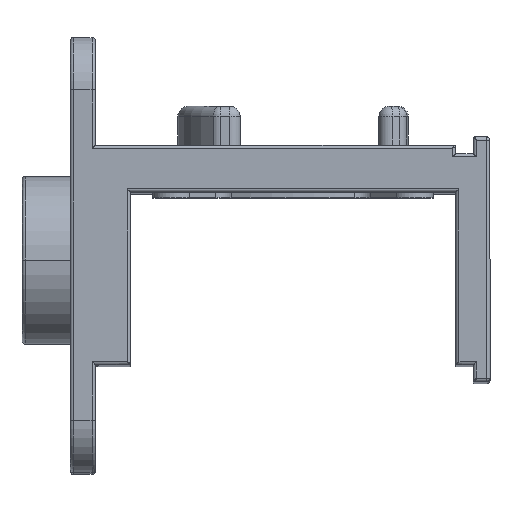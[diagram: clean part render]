
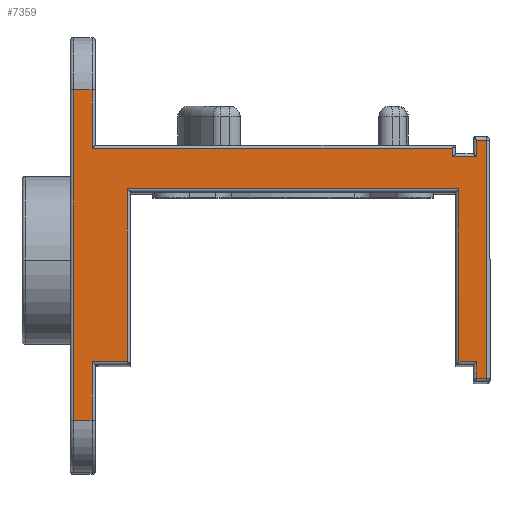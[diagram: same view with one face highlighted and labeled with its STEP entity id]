
A CAD part, top view. The second image highlights one B-rep face of the part: STEP entity #7359.
In plain terms, the highlighted planar face has unit normal (0, 0, 1).
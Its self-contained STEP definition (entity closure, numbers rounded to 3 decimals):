
#5288 = CARTESIAN_POINT ( 'NONE',  ( -0.203, -3.353, 32.182 ) ) ;
#5362 = DIRECTION ( 'NONE',  ( 1., 0., 0. ) ) ;
#5363 = VECTOR ( 'NONE', #5362, 1000. ) ;
#5364 = CARTESIAN_POINT ( 'NONE',  ( -1.524, 16.662, 32.182 ) ) ;
#5365 = LINE ( 'NONE', #5364, #5363 ) ;
#5366 = DIRECTION ( 'NONE',  ( 0., -1., 0. ) ) ;
#5367 = VECTOR ( 'NONE', #5366, 1000. ) ;
#5368 = CARTESIAN_POINT ( 'NONE',  ( -1.321, -3.353, 32.182 ) ) ;
#5369 = LINE ( 'NONE', #5368, #5367 ) ;
#5370 = CARTESIAN_POINT ( 'NONE',  ( -0.203, 16.662, 32.182 ) ) ;
#5371 = CARTESIAN_POINT ( 'NONE',  ( -1.321, 16.662, 32.182 ) ) ;
#5372 = DIRECTION ( 'NONE',  ( 1., 0., 0. ) ) ;
#5373 = VECTOR ( 'NONE', #5372, 1000. ) ;
#5374 = CARTESIAN_POINT ( 'NONE',  ( -1.524, -3.353, 32.182 ) ) ;
#5375 = LINE ( 'NONE', #5374, #5373 ) ;
#5376 = CARTESIAN_POINT ( 'NONE',  ( -1.321, -3.353, 32.182 ) ) ;
#5394 = VECTOR ( 'NONE', #5458, 1000. ) ;
#5395 = CARTESIAN_POINT ( 'NONE',  ( 1.93, 0., 32.182 ) ) ;
#5396 = LINE ( 'NONE', #5395, #5394 ) ;
#5397 = DIRECTION ( 'NONE',  ( 1., 0., 0. ) ) ;
#5398 = VECTOR ( 'NONE', #5397, 1000. ) ;
#5399 = CARTESIAN_POINT ( 'NONE',  ( 0., 0.203, 32.182 ) ) ;
#5400 = LINE ( 'NONE', #5399, #5398 ) ;
#5401 = CARTESIAN_POINT ( 'NONE',  ( 1.93, 0.203, 32.182 ) ) ;
#5402 = CARTESIAN_POINT ( 'NONE',  ( -0.203, 13.106, 32.182 ) ) ;
#5403 = DIRECTION ( 'NONE',  ( 0., -1., 0. ) ) ;
#5404 = VECTOR ( 'NONE', #5403, 1000. ) ;
#5405 = CARTESIAN_POINT ( 'NONE',  ( 22.022, 0., 32.182 ) ) ;
#5406 = LINE ( 'NONE', #5405, #5404 ) ;
#5407 = CARTESIAN_POINT ( 'NONE',  ( 22.022, 10.668, 32.182 ) ) ;
#5408 = DIRECTION ( 'NONE',  ( 1., 0., 0. ) ) ;
#5409 = VECTOR ( 'NONE', #5408, 1000. ) ;
#5410 = CARTESIAN_POINT ( 'NONE',  ( 0., 10.668, 32.182 ) ) ;
#5411 = LINE ( 'NONE', #5410, #5409 ) ;
#5412 = CARTESIAN_POINT ( 'NONE',  ( 1.93, 10.668, 32.182 ) ) ;
#5418 = DIRECTION ( 'NONE',  ( -1., 0., 0. ) ) ;
#5419 = DIRECTION ( 'NONE',  ( 0., 0., -1. ) ) ;
#5420 = CARTESIAN_POINT ( 'NONE',  ( 0., 0., 32.182 ) ) ;
#5421 = AXIS2_PLACEMENT_3D ( 'NONE', #5420, #5419, #5418 ) ;
#5422 = CARTESIAN_POINT ( 'NONE',  ( 22.022, 0.203, 32.182 ) ) ;
#5423 = PLANE ( 'NONE',  #5421 ) ;
#5424 = FACE_OUTER_BOUND ( 'NONE', #7353, .T. ) ;
#5425 = CARTESIAN_POINT ( 'NONE',  ( 23.089, 0.203, 32.182 ) ) ;
#5426 = CARTESIAN_POINT ( 'NONE',  ( 23.698, 13.614, 32.182 ) ) ;
#5427 = CARTESIAN_POINT ( 'NONE',  ( -0.203, 0.203, 32.182 ) ) ;
#5428 = LINE ( 'NONE', #5492, #5491 ) ;
#5429 = DIRECTION ( 'NONE',  ( 0., 1., 0. ) ) ;
#5430 = VECTOR ( 'NONE', #5429, 1000. ) ;
#5431 = CARTESIAN_POINT ( 'NONE',  ( -0.203, 0., 32.182 ) ) ;
#5432 = LINE ( 'NONE', #5431, #5430 ) ;
#5433 = DIRECTION ( 'NONE',  ( 0., -1., 0. ) ) ;
#5434 = VECTOR ( 'NONE', #5433, 1000. ) ;
#5435 = CARTESIAN_POINT ( 'NONE',  ( 23.089, 0., 32.182 ) ) ;
#5436 = LINE ( 'NONE', #5435, #5434 ) ;
#5437 = DIRECTION ( 'NONE',  ( 1., 0., 0. ) ) ;
#5438 = VECTOR ( 'NONE', #5437, 1000. ) ;
#5439 = CARTESIAN_POINT ( 'NONE',  ( 0., -0.813, 32.182 ) ) ;
#5440 = LINE ( 'NONE', #5439, #5438 ) ;
#5441 = CARTESIAN_POINT ( 'NONE',  ( 23.089, -0.813, 32.182 ) ) ;
#5442 = CARTESIAN_POINT ( 'NONE',  ( 21.615, 13.106, 32.182 ) ) ;
#5443 = CARTESIAN_POINT ( 'NONE',  ( 21.615, 12.598, 32.182 ) ) ;
#5444 = DIRECTION ( 'NONE',  ( 0., 1., 0. ) ) ;
#5445 = VECTOR ( 'NONE', #5444, 1000. ) ;
#5446 = CARTESIAN_POINT ( 'NONE',  ( 23.698, 0., 32.182 ) ) ;
#5447 = LINE ( 'NONE', #5446, #5445 ) ;
#5448 = CARTESIAN_POINT ( 'NONE',  ( 23.698, -0.813, 32.182 ) ) ;
#5449 = DIRECTION ( 'NONE',  ( 0., 1., 0. ) ) ;
#5450 = VECTOR ( 'NONE', #5449, 1000. ) ;
#5451 = CARTESIAN_POINT ( 'NONE',  ( -0.203, 0., 32.182 ) ) ;
#5452 = LINE ( 'NONE', #5451, #5450 ) ;
#5453 = DIRECTION ( 'NONE',  ( -1., 0., 0. ) ) ;
#5454 = VECTOR ( 'NONE', #5453, 1000. ) ;
#5455 = CARTESIAN_POINT ( 'NONE',  ( 0., 13.614, 32.182 ) ) ;
#5456 = LINE ( 'NONE', #5455, #5454 ) ;
#5457 = CARTESIAN_POINT ( 'NONE',  ( 23.089, 13.614, 32.182 ) ) ;
#5458 = DIRECTION ( 'NONE',  ( 0., 1., 0. ) ) ;
#5467 = DIRECTION ( 'NONE',  ( -1., 0., 0. ) ) ;
#5468 = VECTOR ( 'NONE', #5467, 1000. ) ;
#5469 = CARTESIAN_POINT ( 'NONE',  ( 0., 12.598, 32.182 ) ) ;
#5470 = LINE ( 'NONE', #5469, #5468 ) ;
#5471 = DIRECTION ( 'NONE',  ( 0., -1., 0. ) ) ;
#5472 = VECTOR ( 'NONE', #5471, 1000. ) ;
#5473 = CARTESIAN_POINT ( 'NONE',  ( 23.089, 0., 32.182 ) ) ;
#5474 = LINE ( 'NONE', #5473, #5472 ) ;
#5479 = CARTESIAN_POINT ( 'NONE',  ( 23.089, 12.598, 32.182 ) ) ;
#5480 = DIRECTION ( 'NONE',  ( 0., 1., 0. ) ) ;
#5481 = VECTOR ( 'NONE', #5480, 1000. ) ;
#5482 = CARTESIAN_POINT ( 'NONE',  ( 21.615, 0., 32.182 ) ) ;
#5483 = LINE ( 'NONE', #5482, #5481 ) ;
#5486 = DIRECTION ( 'NONE',  ( -1., 0., 0. ) ) ;
#5487 = VECTOR ( 'NONE', #5486, 1000. ) ;
#5488 = CARTESIAN_POINT ( 'NONE',  ( 0., 13.106, 32.182 ) ) ;
#5489 = LINE ( 'NONE', #5488, #5487 ) ;
#5490 = DIRECTION ( 'NONE',  ( 1., 0., 0. ) ) ;
#5491 = VECTOR ( 'NONE', #5490, 1000. ) ;
#5492 = CARTESIAN_POINT ( 'NONE',  ( 0., 0.203, 32.182 ) ) ;
#7292 = VERTEX_POINT ( 'NONE', #5288 ) ;
#7293 = ORIENTED_EDGE ( 'NONE', *, *, #7379, .T. ) ;
#7346 = VERTEX_POINT ( 'NONE', #5376 ) ;
#7347 = EDGE_CURVE ( 'NONE', #7346, #7292, #5375, .T. ) ;
#7348 = ORIENTED_EDGE ( 'NONE', *, *, #7347, .T. ) ;
#7349 = VERTEX_POINT ( 'NONE', #5371 ) ;
#7350 = VERTEX_POINT ( 'NONE', #5370 ) ;
#7351 = ORIENTED_EDGE ( 'NONE', *, *, #7352, .T. ) ;
#7352 = EDGE_CURVE ( 'NONE', #7349, #7346, #5369, .T. ) ;
#7353 = EDGE_LOOP ( 'NONE', ( #7354, #7351, #7348, #7293, #7371, #7375, #7365, #7368, #7392, #7389, #7388, #7380, #7377, #7404, #7402, #7399, #7381, #7391 ) ) ;
#7354 = ORIENTED_EDGE ( 'NONE', *, *, #7355, .F. ) ;
#7355 = EDGE_CURVE ( 'NONE', #7349, #7350, #5365, .T. ) ;
#7356 = VERTEX_POINT ( 'NONE', #5427 ) ;
#7357 = VERTEX_POINT ( 'NONE', #5426 ) ;
#7358 = VERTEX_POINT ( 'NONE', #5425 ) ;
#7359 = ADVANCED_FACE ( 'NONE', ( #5424 ), #5423, .F. ) ;
#7360 = VERTEX_POINT ( 'NONE', #5422 ) ;
#7364 = VERTEX_POINT ( 'NONE', #5412 ) ;
#7365 = ORIENTED_EDGE ( 'NONE', *, *, #7366, .T. ) ;
#7366 = EDGE_CURVE ( 'NONE', #7364, #7367, #5411, .T. ) ;
#7367 = VERTEX_POINT ( 'NONE', #5407 ) ;
#7368 = ORIENTED_EDGE ( 'NONE', *, *, #7369, .T. ) ;
#7369 = EDGE_CURVE ( 'NONE', #7367, #7360, #5406, .T. ) ;
#7370 = VERTEX_POINT ( 'NONE', #5402 ) ;
#7371 = ORIENTED_EDGE ( 'NONE', *, *, #7373, .T. ) ;
#7372 = VERTEX_POINT ( 'NONE', #5401 ) ;
#7373 = EDGE_CURVE ( 'NONE', #7356, #7372, #5400, .T. ) ;
#7374 = EDGE_CURVE ( 'NONE', #7372, #7364, #5396, .T. ) ;
#7375 = ORIENTED_EDGE ( 'NONE', *, *, #7374, .T. ) ;
#7376 = VERTEX_POINT ( 'NONE', #5457 ) ;
#7377 = ORIENTED_EDGE ( 'NONE', *, *, #7378, .T. ) ;
#7378 = EDGE_CURVE ( 'NONE', #7357, #7376, #5456, .T. ) ;
#7379 = EDGE_CURVE ( 'NONE', #7292, #7356, #5452, .T. ) ;
#7380 = ORIENTED_EDGE ( 'NONE', *, *, #7383, .T. ) ;
#7381 = ORIENTED_EDGE ( 'NONE', *, *, #7395, .T. ) ;
#7382 = VERTEX_POINT ( 'NONE', #5448 ) ;
#7383 = EDGE_CURVE ( 'NONE', #7382, #7357, #5447, .T. ) ;
#7384 = VERTEX_POINT ( 'NONE', #5443 ) ;
#7385 = VERTEX_POINT ( 'NONE', #5442 ) ;
#7386 = VERTEX_POINT ( 'NONE', #5441 ) ;
#7387 = EDGE_CURVE ( 'NONE', #7386, #7382, #5440, .T. ) ;
#7388 = ORIENTED_EDGE ( 'NONE', *, *, #7387, .T. ) ;
#7389 = ORIENTED_EDGE ( 'NONE', *, *, #7390, .T. ) ;
#7390 = EDGE_CURVE ( 'NONE', #7358, #7386, #5436, .T. ) ;
#7391 = ORIENTED_EDGE ( 'NONE', *, *, #7393, .T. ) ;
#7392 = ORIENTED_EDGE ( 'NONE', *, *, #7394, .T. ) ;
#7393 = EDGE_CURVE ( 'NONE', #7370, #7350, #5432, .T. ) ;
#7394 = EDGE_CURVE ( 'NONE', #7360, #7358, #5428, .T. ) ;
#7395 = EDGE_CURVE ( 'NONE', #7385, #7370, #5489, .T. ) ;
#7398 = EDGE_CURVE ( 'NONE', #7384, #7385, #5483, .T. ) ;
#7399 = ORIENTED_EDGE ( 'NONE', *, *, #7398, .T. ) ;
#7400 = VERTEX_POINT ( 'NONE', #5479 ) ;
#7402 = ORIENTED_EDGE ( 'NONE', *, *, #7406, .T. ) ;
#7404 = ORIENTED_EDGE ( 'NONE', *, *, #7405, .T. ) ;
#7405 = EDGE_CURVE ( 'NONE', #7376, #7400, #5474, .T. ) ;
#7406 = EDGE_CURVE ( 'NONE', #7400, #7384, #5470, .T. ) ;
